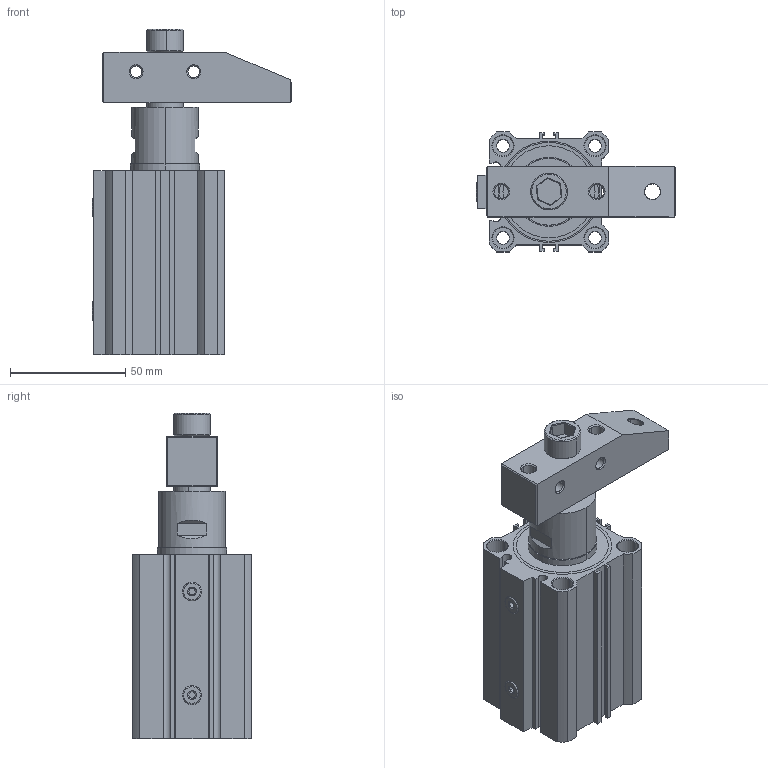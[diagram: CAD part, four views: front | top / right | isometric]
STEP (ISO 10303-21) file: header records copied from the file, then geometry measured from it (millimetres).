
FILE_DESCRIPTION (( 'STEP AP203' ), '1' );
FILE_NAME ('PBS-40感应式转角缸三维图.STEP', '2019-05-06T06:27:11', ( 'User' ), ( 'china' ), 'SwSTEP 2.0', 'SolidWorks 2018', '' );
FILE_SCHEMA (( 'CONFIG_CONTROL_DESIGN' ));
Length unit declared in the file: millimetre
Products named in the file (8): PBS40掛惘惘; du_默认_1; PBS40活塞; PBS40活塞杆; PBS-40感应式转角缸三维图; 压臂_默认_1; m10_默认_1; PBS40ヶ裔
Assembly tree (8 placements, depth 2):
  PBS-40感应式转角缸三维图
    PBS40ヶ裔
    du_默认_1  x2
    压臂_默认_1
    m10_默认_1
    PBS40掛惘惘
    PBS40活塞
    PBS40活塞杆
Bounding box: 86.45 x 52 x 141.5 mm (x, y, z)
Volume: 214333.7 mm3; surface area: 76399.1 mm2
Topology: 8 solids, 8 shells, 412 faces, 966 edges, 589 vertices
Faces by surface type: cone 169, plane 117, cylinder 110, torus 14, bspline 2
Entity records: 12595 total; most frequent: CARTESIAN_POINT 2277, DIRECTION 2133, ORIENTED_EDGE 1872, EDGE_CURVE 936, AXIS2_PLACEMENT_3D 815, VERTEX_POINT 571, VECTOR 503, LINE 503
